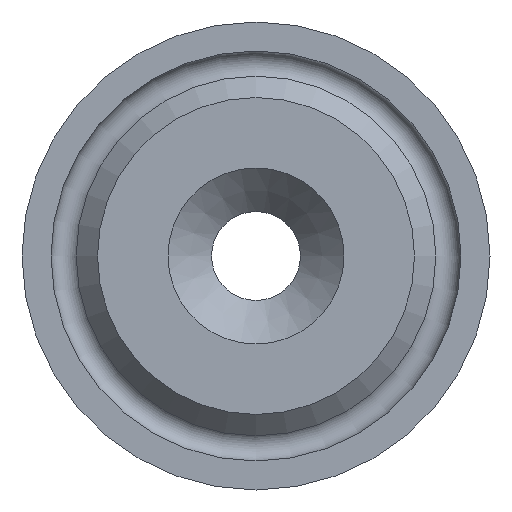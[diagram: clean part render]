
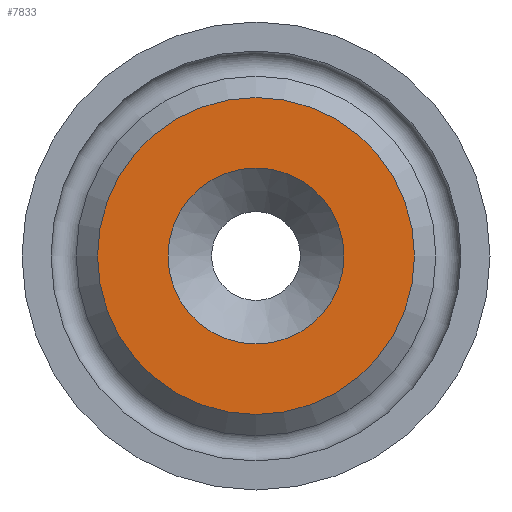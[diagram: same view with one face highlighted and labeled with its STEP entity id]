
A CAD part, left-side view. The second image highlights one B-rep face of the part: STEP entity #7833.
In plain terms, the highlighted planar face has unit normal (-1, 0, 0).
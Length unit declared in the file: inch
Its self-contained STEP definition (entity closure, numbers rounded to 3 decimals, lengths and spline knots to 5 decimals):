
#61=CIRCLE('',#8145,0.185);
#62=CIRCLE('',#8146,0.185);
#63=CIRCLE('',#8148,0.33316);
#64=CIRCLE('',#8149,0.33316);
#118=FACE_BOUND('',#2198,.T.);
#316=PLANE('',#8147);
#1716=FACE_OUTER_BOUND('',#2197,.T.);
#2197=EDGE_LOOP('',(#7295,#7296));
#2198=EDGE_LOOP('',(#7297,#7298));
#3740=VERTEX_POINT('',#17419);
#3741=VERTEX_POINT('',#17421);
#3742=VERTEX_POINT('',#17425);
#3743=VERTEX_POINT('',#17426);
#4928=EDGE_CURVE('',#3741,#3740,#61,.T.);
#4929=EDGE_CURVE('',#3740,#3741,#62,.T.);
#4930=EDGE_CURVE('',#3742,#3743,#63,.T.);
#4931=EDGE_CURVE('',#3743,#3742,#64,.T.);
#7295=ORIENTED_EDGE('',*,*,#4930,.F.);
#7296=ORIENTED_EDGE('',*,*,#4931,.F.);
#7297=ORIENTED_EDGE('',*,*,#4928,.T.);
#7298=ORIENTED_EDGE('',*,*,#4929,.T.);
#7833=ADVANCED_FACE('',(#1716,#118),#316,.T.);
#8145=AXIS2_PLACEMENT_3D('',#17422,#9128,#9129);
#8146=AXIS2_PLACEMENT_3D('',#17423,#9130,#9131);
#8147=AXIS2_PLACEMENT_3D('',#17424,#9132,#9133);
#8148=AXIS2_PLACEMENT_3D('',#17427,#9134,#9135);
#8149=AXIS2_PLACEMENT_3D('',#17428,#9136,#9137);
#9128=DIRECTION('center_axis',(1.,0.,0.));
#9129=DIRECTION('ref_axis',(0.,1.,0.));
#9130=DIRECTION('center_axis',(1.,0.,0.));
#9131=DIRECTION('ref_axis',(0.,1.,0.));
#9132=DIRECTION('center_axis',(-1.,0.,0.));
#9133=DIRECTION('ref_axis',(0.,0.,1.));
#9134=DIRECTION('center_axis',(1.,0.,0.));
#9135=DIRECTION('ref_axis',(0.,1.,0.));
#9136=DIRECTION('center_axis',(1.,0.,0.));
#9137=DIRECTION('ref_axis',(0.,1.,0.));
#17419=CARTESIAN_POINT('',(0.031,-0.185,0.));
#17421=CARTESIAN_POINT('',(0.031,0.185,0.));
#17422=CARTESIAN_POINT('Origin',(0.031,0.,0.));
#17423=CARTESIAN_POINT('Origin',(0.031,0.,0.));
#17424=CARTESIAN_POINT('Origin',(0.031,0.25908,0.));
#17425=CARTESIAN_POINT('',(0.031,0.33316,0.));
#17426=CARTESIAN_POINT('',(0.031,-0.33316,0.));
#17427=CARTESIAN_POINT('Origin',(0.031,0.,0.));
#17428=CARTESIAN_POINT('Origin',(0.031,0.,0.));
